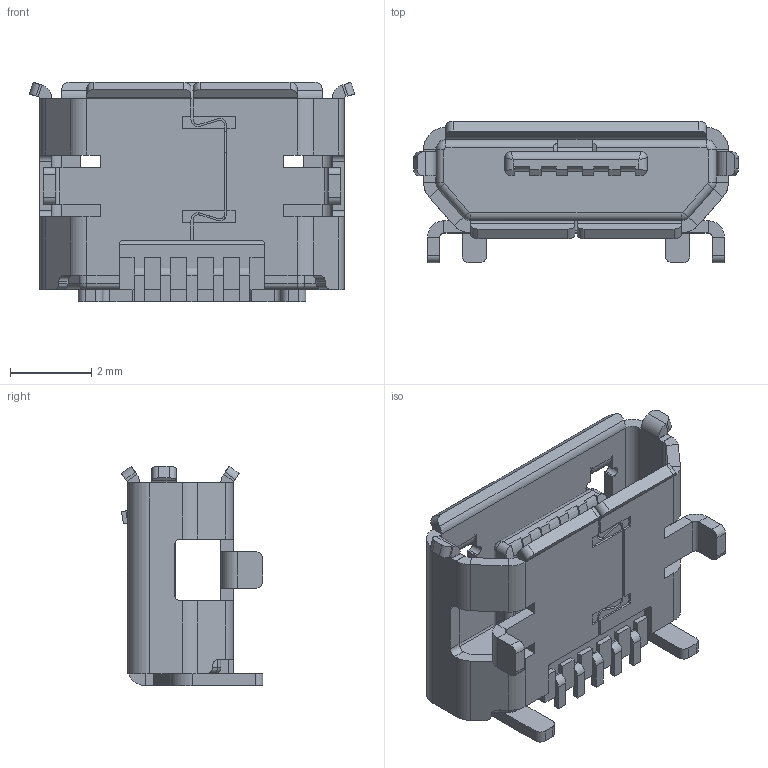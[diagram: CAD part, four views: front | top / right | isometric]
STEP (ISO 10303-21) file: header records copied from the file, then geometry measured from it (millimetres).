
FILE_DESCRIPTION (( 'STEP AP214' ), '1' );
FILE_NAME ('1050170001.STEP', '2020-04-02T13:28:47', ( '' ), ( '' ), 'SwSTEP 2.0', 'SolidWorks 2017', '' );
FILE_SCHEMA (( 'AUTOMOTIVE_DESIGN' ));
Length unit declared in the file: millimetre
Products named in the file (1): 1050170001
Bounding box: 8 x 3.48 x 5.4 mm (x, y, z)
Volume: 45.4 mm3; surface area: 292 mm2
Topology: 12 solids, 12 shells, 538 faces, 1398 edges, 878 vertices
Faces by surface type: plane 375, cylinder 145, torus 12, bspline 6
Entity records: 16383 total; most frequent: CARTESIAN_POINT 2953, ORIENTED_EDGE 2792, DIRECTION 2738, EDGE_CURVE 1396, LINE 1080, VECTOR 1080, VERTEX_POINT 878, AXIS2_PLACEMENT_3D 829
